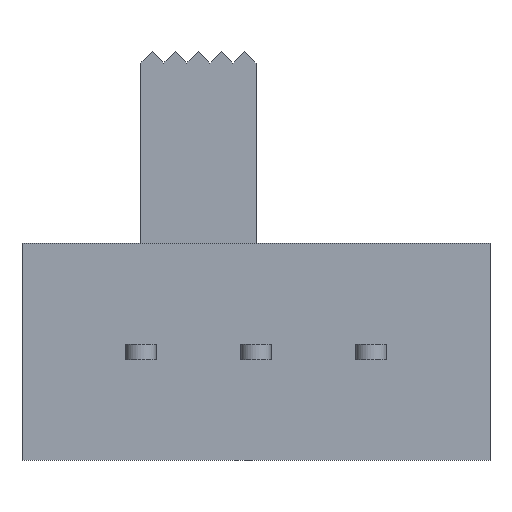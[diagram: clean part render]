
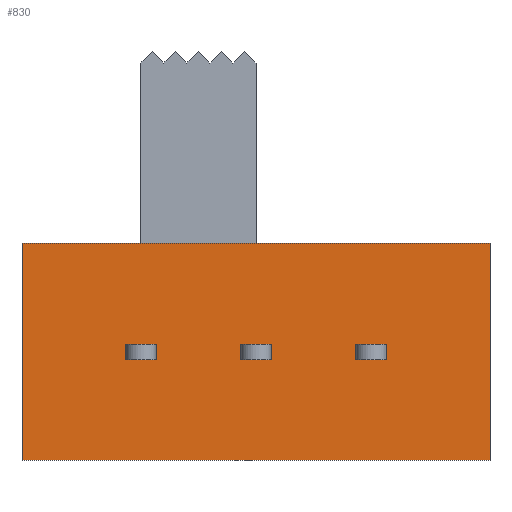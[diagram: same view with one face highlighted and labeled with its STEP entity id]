
A CAD part, front view. The second image highlights one B-rep face of the part: STEP entity #830.
In plain terms, the highlighted planar face has unit normal (0, -1, 0).
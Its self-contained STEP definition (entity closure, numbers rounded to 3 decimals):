
#45=FACE_BOUND('',#173,.T.);
#46=FACE_BOUND('',#174,.T.);
#47=FACE_BOUND('',#175,.T.);
#85=PLANE('',#897);
#128=FACE_OUTER_BOUND('',#172,.T.);
#172=EDGE_LOOP('',(#767,#768,#769,#770));
#173=EDGE_LOOP('',(#771,#772,#773,#774));
#174=EDGE_LOOP('',(#775,#776,#777,#778));
#175=EDGE_LOOP('',(#779,#780,#781,#782));
#182=LINE('',#1125,#281);
#186=LINE('',#1137,#285);
#188=LINE('',#1140,#287);
#196=LINE('',#1160,#295);
#201=LINE('',#1175,#300);
#206=LINE('',#1186,#305);
#208=LINE('',#1194,#307);
#213=LINE('',#1205,#312);
#214=LINE('',#1208,#313);
#217=LINE('',#1213,#316);
#218=LINE('',#1215,#317);
#220=LINE('',#1219,#319);
#221=LINE('',#1221,#320);
#223=LINE('',#1225,#322);
#224=LINE('',#1227,#323);
#274=LINE('',#1328,#373);
#281=VECTOR('',#916,10.);
#285=VECTOR('',#928,10.);
#287=VECTOR('',#932,10.);
#295=VECTOR('',#944,10.);
#300=VECTOR('',#957,10.);
#305=VECTOR('',#968,10.);
#307=VECTOR('',#974,10.);
#312=VECTOR('',#985,10.);
#313=VECTOR('',#988,10.);
#316=VECTOR('',#993,10.);
#317=VECTOR('',#996,10.);
#319=VECTOR('',#1000,10.);
#320=VECTOR('',#1003,10.);
#322=VECTOR('',#1007,10.);
#323=VECTOR('',#1010,10.);
#373=VECTOR('',#1102,10.);
#390=VERTEX_POINT('',#1122);
#391=VERTEX_POINT('',#1124);
#394=VERTEX_POINT('',#1134);
#395=VERTEX_POINT('',#1136);
#404=VERTEX_POINT('',#1157);
#405=VERTEX_POINT('',#1159);
#410=VERTEX_POINT('',#1172);
#411=VERTEX_POINT('',#1174);
#414=VERTEX_POINT('',#1184);
#417=VERTEX_POINT('',#1191);
#418=VERTEX_POINT('',#1193);
#421=VERTEX_POINT('',#1203);
#422=VERTEX_POINT('',#1207);
#423=VERTEX_POINT('',#1211);
#424=VERTEX_POINT('',#1217);
#425=VERTEX_POINT('',#1223);
#464=EDGE_CURVE('',#390,#391,#182,.T.);
#470=EDGE_CURVE('',#394,#395,#186,.T.);
#472=EDGE_CURVE('',#391,#394,#188,.T.);
#481=EDGE_CURVE('',#405,#404,#196,.T.);
#488=EDGE_CURVE('',#411,#410,#201,.T.);
#494=EDGE_CURVE('',#410,#414,#206,.T.);
#497=EDGE_CURVE('',#418,#417,#208,.T.);
#503=EDGE_CURVE('',#417,#421,#213,.T.);
#504=EDGE_CURVE('',#422,#405,#214,.T.);
#507=EDGE_CURVE('',#404,#423,#217,.T.);
#508=EDGE_CURVE('',#423,#422,#218,.T.);
#510=EDGE_CURVE('',#421,#424,#220,.T.);
#511=EDGE_CURVE('',#424,#418,#221,.T.);
#513=EDGE_CURVE('',#414,#425,#223,.T.);
#514=EDGE_CURVE('',#425,#411,#224,.T.);
#564=EDGE_CURVE('',#395,#390,#274,.T.);
#767=ORIENTED_EDGE('',*,*,#470,.F.);
#768=ORIENTED_EDGE('',*,*,#472,.F.);
#769=ORIENTED_EDGE('',*,*,#464,.F.);
#770=ORIENTED_EDGE('',*,*,#564,.F.);
#771=ORIENTED_EDGE('',*,*,#504,.T.);
#772=ORIENTED_EDGE('',*,*,#481,.T.);
#773=ORIENTED_EDGE('',*,*,#507,.T.);
#774=ORIENTED_EDGE('',*,*,#508,.T.);
#775=ORIENTED_EDGE('',*,*,#503,.T.);
#776=ORIENTED_EDGE('',*,*,#510,.T.);
#777=ORIENTED_EDGE('',*,*,#511,.T.);
#778=ORIENTED_EDGE('',*,*,#497,.T.);
#779=ORIENTED_EDGE('',*,*,#494,.T.);
#780=ORIENTED_EDGE('',*,*,#513,.T.);
#781=ORIENTED_EDGE('',*,*,#514,.T.);
#782=ORIENTED_EDGE('',*,*,#488,.T.);
#830=ADVANCED_FACE('',(#128,#45,#46,#47),#85,.F.);
#897=AXIS2_PLACEMENT_3D('',#1329,#1103,#1104);
#916=DIRECTION('',(0.,0.,1.));
#928=DIRECTION('',(0.,0.,-1.));
#932=DIRECTION('',(1.,0.,0.));
#944=DIRECTION('',(-1.,0.,0.));
#957=DIRECTION('',(1.,0.,0.));
#968=DIRECTION('',(0.,0.,-1.));
#974=DIRECTION('',(1.,0.,0.));
#985=DIRECTION('',(0.,0.,-1.));
#988=DIRECTION('',(0.,0.,-1.));
#993=DIRECTION('',(0.,0.,1.));
#996=DIRECTION('',(1.,0.,0.));
#1000=DIRECTION('',(-1.,0.,0.));
#1003=DIRECTION('',(0.,0.,1.));
#1007=DIRECTION('',(-1.,0.,0.));
#1010=DIRECTION('',(0.,0.,1.));
#1102=DIRECTION('',(-1.,0.,0.));
#1103=DIRECTION('center_axis',(0.,1.,0.));
#1104=DIRECTION('ref_axis',(1.,0.,0.));
#1122=CARTESIAN_POINT('',(-6.1,0.,-2.83));
#1124=CARTESIAN_POINT('',(-6.1,0.,2.83));
#1125=CARTESIAN_POINT('',(-6.1,0.,-2.83));
#1134=CARTESIAN_POINT('',(6.1,0.,2.83));
#1136=CARTESIAN_POINT('',(6.1,0.,-2.83));
#1137=CARTESIAN_POINT('',(6.1,0.,2.83));
#1140=CARTESIAN_POINT('',(-6.1,0.,2.83));
#1157=CARTESIAN_POINT('',(2.6,0.,-0.2));
#1159=CARTESIAN_POINT('',(3.4,0.,-0.2));
#1160=CARTESIAN_POINT('',(1.3,0.,-0.2));
#1172=CARTESIAN_POINT('',(-2.6,0.,0.2));
#1174=CARTESIAN_POINT('',(-3.4,0.,0.2));
#1175=CARTESIAN_POINT('',(-1.3,0.,0.2));
#1184=CARTESIAN_POINT('',(-2.6,0.,-0.2));
#1186=CARTESIAN_POINT('',(-2.6,0.,-0.1));
#1191=CARTESIAN_POINT('',(0.4,0.,0.2));
#1193=CARTESIAN_POINT('',(-0.4,0.,0.2));
#1194=CARTESIAN_POINT('',(0.2,0.,0.2));
#1203=CARTESIAN_POINT('',(0.4,0.,-0.2));
#1205=CARTESIAN_POINT('',(0.4,0.,-0.1));
#1207=CARTESIAN_POINT('',(3.4,0.,0.2));
#1208=CARTESIAN_POINT('',(3.4,0.,-0.1));
#1211=CARTESIAN_POINT('',(2.6,0.,0.2));
#1213=CARTESIAN_POINT('',(2.6,0.,0.1));
#1215=CARTESIAN_POINT('',(1.7,0.,0.2));
#1217=CARTESIAN_POINT('',(-0.4,0.,-0.2));
#1219=CARTESIAN_POINT('',(-0.2,0.,-0.2));
#1221=CARTESIAN_POINT('',(-0.4,0.,0.1));
#1223=CARTESIAN_POINT('',(-3.4,0.,-0.2));
#1225=CARTESIAN_POINT('',(-1.7,0.,-0.2));
#1227=CARTESIAN_POINT('',(-3.4,0.,0.1));
#1328=CARTESIAN_POINT('',(6.1,0.,-2.83));
#1329=CARTESIAN_POINT('Origin',(0.,0.,0.));
